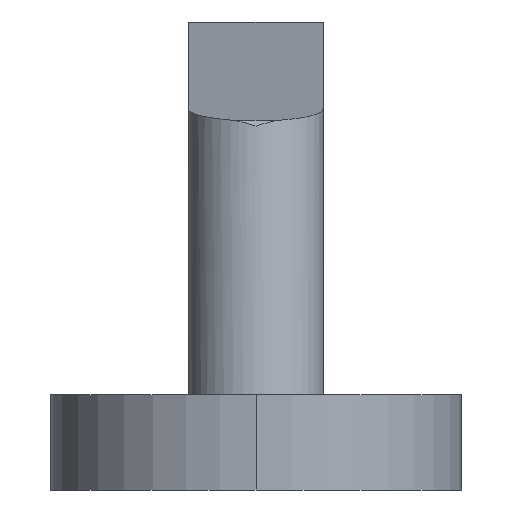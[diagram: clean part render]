
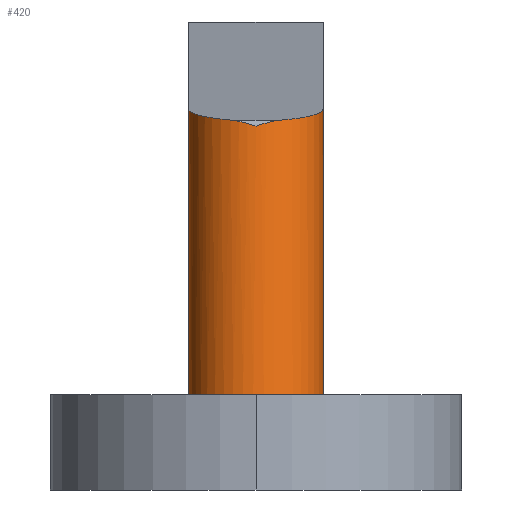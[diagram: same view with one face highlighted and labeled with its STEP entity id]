
A CAD part, left-side view. The second image highlights one B-rep face of the part: STEP entity #420.
In plain terms, the highlighted cylindrical face has radius 9.5 mm (diameter 19 mm), a partial arc.
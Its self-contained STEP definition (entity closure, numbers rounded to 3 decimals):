
#229=CARTESIAN_POINT('',(-19.421,-9.5,13.4));
#230=VERTEX_POINT('',#229);
#237=CARTESIAN_POINT('',(-19.421,9.5,13.4));
#238=VERTEX_POINT('',#237);
#239=CARTESIAN_POINT('',(-19.421,0.,13.4));
#240=DIRECTION('',(0.0,0.0,1.0));
#241=DIRECTION('',(-1.0,0.0,0.0));
#242=AXIS2_PLACEMENT_3D('',#239,#240,#241);
#243=ELLIPSE('',#242,9.579,9.5);
#244=EDGE_CURVE('',#238,#230,#243,.T.);
#292=CARTESIAN_POINT('',(-23.276,3.582,52.097));
#293=VERTEX_POINT('',#292);
#294=CARTESIAN_POINT('',(-14.196,9.5,53.698));
#295=VERTEX_POINT('',#294);
#296=CARTESIAN_POINT('',(-14.196,0.,53.698));
#297=DIRECTION('',(0.174,0.,-0.985));
#298=DIRECTION('',(-0.985,0.,-0.174));
#299=AXIS2_PLACEMENT_3D('',#296,#297,#298);
#300=ELLIPSE('',#299,9.955,9.5);
#301=EDGE_CURVE('',#293,#295,#300,.T.);
#303=CARTESIAN_POINT('',(-23.276,-3.582,52.097));
#304=VERTEX_POINT('',#303);
#311=CARTESIAN_POINT('',(-14.196,-9.5,53.698));
#312=VERTEX_POINT('',#311);
#313=CARTESIAN_POINT('',(-14.196,0.,53.698));
#314=DIRECTION('',(0.174,0.,-0.985));
#315=DIRECTION('',(-0.985,0.,-0.174));
#316=AXIS2_PLACEMENT_3D('',#313,#314,#315);
#317=ELLIPSE('',#316,9.955,9.5);
#318=EDGE_CURVE('',#312,#304,#317,.T.);
#350=CARTESIAN_POINT('',(-24.094,0.,51.243));
#351=VERTEX_POINT('',#350);
#352=CARTESIAN_POINT('',(-24.094,0.,51.242));
#353=CARTESIAN_POINT('',(-24.094,0.015,51.247));
#354=CARTESIAN_POINT('',(-24.093,0.03,51.252));
#355=CARTESIAN_POINT('',(-24.07,0.531,51.412));
#356=CARTESIAN_POINT('',(-24.01,1.019,51.564));
#357=CARTESIAN_POINT('',(-23.814,2.013,51.837));
#358=CARTESIAN_POINT('',(-23.673,2.522,51.957));
#359=CARTESIAN_POINT('',(-23.428,3.208,52.061));
#360=CARTESIAN_POINT('',(-23.354,3.396,52.084));
#361=CARTESIAN_POINT('',(-23.276,3.582,52.097));
#362=B_SPLINE_CURVE_WITH_KNOTS('',3,(#352,#353,#354,#355,#356,#357,#358,#359,#360,#361),.UNSPECIFIED.,.F.,.U.,(4,2,2,2,4),(-0.046,0.0,1.533,3.143,3.753),.UNSPECIFIED.);
#363=EDGE_CURVE('',#351,#293,#362,.T.);
#365=CARTESIAN_POINT('',(-23.276,-3.582,52.097));
#366=CARTESIAN_POINT('',(-23.363,-3.376,52.082));
#367=CARTESIAN_POINT('',(-23.444,-3.167,52.056));
#368=CARTESIAN_POINT('',(-23.711,-2.405,51.935));
#369=CARTESIAN_POINT('',(-23.859,-1.839,51.794));
#370=CARTESIAN_POINT('',(-23.999,-1.029,51.563));
#371=CARTESIAN_POINT('',(-24.033,-0.786,51.489));
#372=CARTESIAN_POINT('',(-24.065,-0.449,51.385));
#373=CARTESIAN_POINT('',(-24.073,-0.356,51.356));
#374=CARTESIAN_POINT('',(-24.083,-0.219,51.312));
#375=CARTESIAN_POINT('',(-24.085,-0.175,51.298));
#376=CARTESIAN_POINT('',(-24.089,-0.109,51.277));
#377=CARTESIAN_POINT('',(-24.09,-0.087,51.27));
#378=CARTESIAN_POINT('',(-24.093,-0.031,51.252));
#379=CARTESIAN_POINT('',(-24.094,-0.006,51.244));
#380=CARTESIAN_POINT('',(-24.094,-0.001,51.243));
#381=CARTESIAN_POINT('',(-24.094,-0.001,51.243));
#382=CARTESIAN_POINT('',(-24.094,0.,51.243));
#383=CARTESIAN_POINT('',(-24.094,0.,51.243));
#384=CARTESIAN_POINT('',(-24.094,0.,51.243));
#385=CARTESIAN_POINT('',(-24.094,0.,51.243));
#386=CARTESIAN_POINT('',(-24.094,0.,51.243));
#387=CARTESIAN_POINT('',(-24.094,0.,51.243));
#388=CARTESIAN_POINT('',(-24.094,0.,51.243));
#389=B_SPLINE_CURVE_WITH_KNOTS('',3,(#365,#366,#367,#368,#369,#370,#371,#372,#373,#374,#375,#376,#377,#378,#379,#380,#381,#382,#383,#384,#385,#386,#387,#388),.UNSPECIFIED.,.F.,.U.,(4,2,2,2,2,2,2,2,2,2,2,4),(0.0,0.672,2.447,3.208,3.498,3.636,3.704,3.811,3.819,3.821,3.823,3.823),.UNSPECIFIED.);
#390=EDGE_CURVE('',#304,#351,#389,.T.);
#396=CARTESIAN_POINT('',(-14.254,0.,53.255));
#397=DIRECTION('',(0.129,0.,0.992));
#398=DIRECTION('',(-0.701,-0.707,0.091));
#399=AXIS2_PLACEMENT_3D('',#396,#397,#398);
#400=CYLINDRICAL_SURFACE('',#399,9.5);
#401=ORIENTED_EDGE('',*,*,#390,.T.);
#402=ORIENTED_EDGE('',*,*,#363,.T.);
#403=ORIENTED_EDGE('',*,*,#301,.T.);
#404=CARTESIAN_POINT('',(-14.196,9.5,53.698));
#405=DIRECTION('',(-0.129,0.,-0.992));
#406=VECTOR('',#405,40.636);
#407=LINE('',#404,#406);
#408=EDGE_CURVE('',#295,#238,#407,.T.);
#409=ORIENTED_EDGE('',*,*,#408,.T.);
#410=ORIENTED_EDGE('',*,*,#244,.T.);
#411=CARTESIAN_POINT('',(-19.421,-9.5,13.4));
#412=DIRECTION('',(0.129,0.,0.992));
#413=VECTOR('',#412,40.636);
#414=LINE('',#411,#413);
#415=EDGE_CURVE('',#230,#312,#414,.T.);
#416=ORIENTED_EDGE('',*,*,#415,.T.);
#417=ORIENTED_EDGE('',*,*,#318,.T.);
#418=EDGE_LOOP('',(#401,#402,#403,#409,#410,#416,#417));
#419=FACE_OUTER_BOUND('',#418,.T.);
#420=ADVANCED_FACE('',(#419),#400,.T.);
